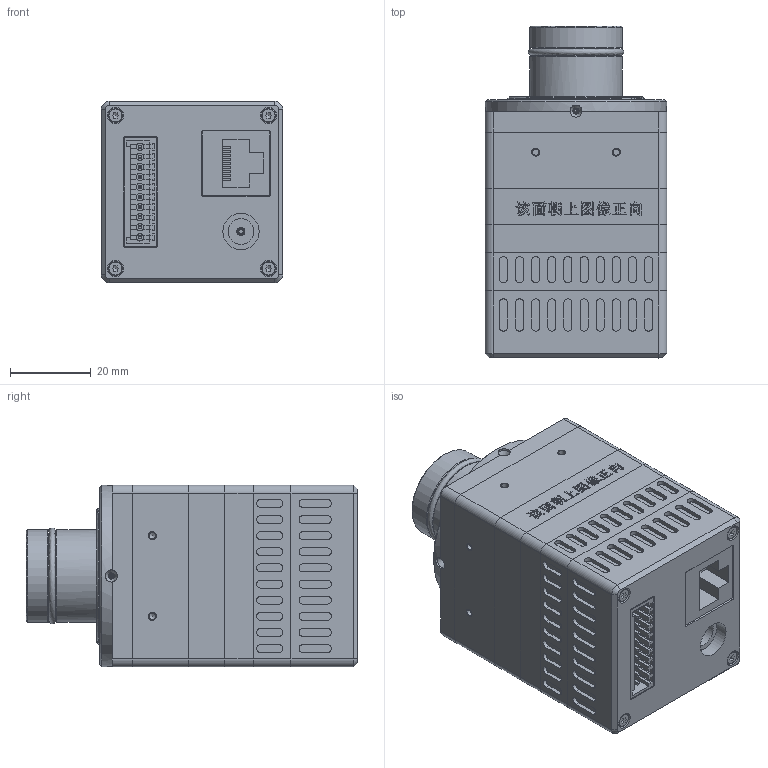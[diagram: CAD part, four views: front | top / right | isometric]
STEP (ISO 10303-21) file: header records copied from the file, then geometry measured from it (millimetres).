
FILE_DESCRIPTION (( 'STEP AP203' ), '1' );
FILE_NAME ('680138.STEP', '2025-04-17T01:28:40', ( 'Windows User' ), ( 'P R C' ), 'SwSTEP 2.0', 'SolidWorks 2020', '' );
FILE_SCHEMA (( 'CONFIG_CONTROL_DESIGN' ));
Length unit declared in the file: millimetre
Products named in the file (1): 680138
Bounding box: 45 x 82.33 x 45 mm (x, y, z)
Surface area: 72262.8 mm2 (no closed solid volume)
Topology: 0 solids, 76 shells, 3035 faces, 8052 edges, 5412 vertices
Faces by surface type: plane 1956, cylinder 899, cone 94, bspline 86
Full cylindrical faces by diameter (mm): 0.46 x36, 0.65 x10, 0.7 x41, 0.74 x4, 0.8 x6, 1 x5, 1.1 x4, 1.2 x1, 1.25 x8, 1.4 x2, 1.5 x7, 1.55 x4, 1.6 x27, 1.7 x6, 1.8 x10, 2 x29, 2.2 x32, 2.406 x1, 2.408 x2, 2.434 x1, 2.5 x2, 3 x8, 3.2 x2, 3.5 x8, 3.6 x8, 4 x8, 6.4 x1, 9 x1, 10.558 x1, 14 x1
Entity records: 128798 total; most frequent: CARTESIAN_POINT 56384, ORIENTED_EDGE 15023, DIRECTION 13683, EDGE_CURVE 7552, VERTEX_POINT 5301, LINE 4993, VECTOR 4993, AXIS2_PLACEMENT_3D 4345
